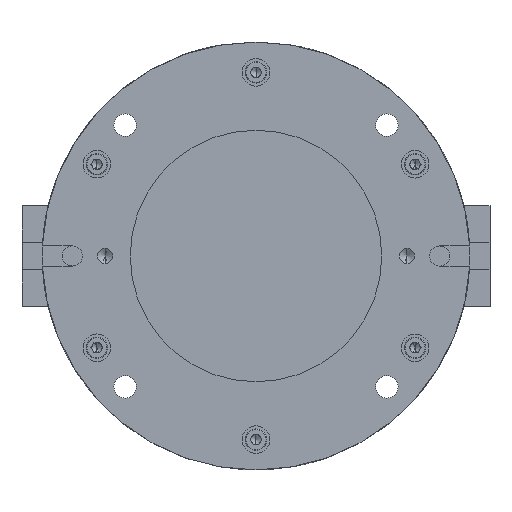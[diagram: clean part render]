
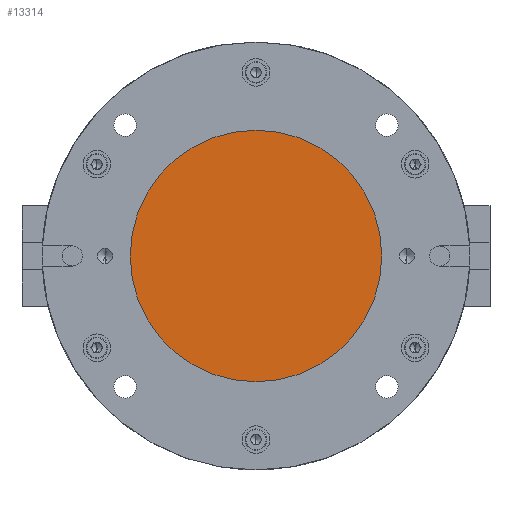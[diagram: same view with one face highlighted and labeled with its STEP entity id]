
A CAD part, front view. The second image highlights one B-rep face of the part: STEP entity #13314.
In plain terms, the highlighted planar face has unit normal (0, -1, 0).
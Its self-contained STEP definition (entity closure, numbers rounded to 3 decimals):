
#179 = EDGE_CURVE ( 'NONE', #2794, #2795, #9428, .T. ) ;
#275 = EDGE_CURVE ( 'NONE', #2795, #2794, #9533, .T. ) ;
#724 = AXIS2_PLACEMENT_3D ( 'NONE', #11912, #11914, #11915 ) ;
#773 = AXIS2_PLACEMENT_3D ( 'NONE', #17034, #17041, #17042 ) ;
#1301 = ORIENTED_EDGE ( 'NONE', *, *, #179, .T. ) ;
#1967 = FACE_OUTER_BOUND ( 'NONE', #5634, .T. ) ;
#2794 = VERTEX_POINT ( 'NONE', #15669 ) ;
#2795 = VERTEX_POINT ( 'NONE', #15670 ) ;
#5634 = EDGE_LOOP ( 'NONE', ( #8706, #1301 ) ) ;
#8706 = ORIENTED_EDGE ( 'NONE', *, *, #275, .T. ) ;
#9428 = CIRCLE ( 'NONE', #724, 50. ) ;
#9533 = CIRCLE ( 'NONE', #773, 50. ) ;
#11912 = CARTESIAN_POINT ( 'NONE',  ( 0., -45.5, 0. ) ) ;
#11914 = DIRECTION ( 'NONE',  ( 0., -1., 0. ) ) ;
#11915 = DIRECTION ( 'NONE',  ( 0., 0., -1. ) ) ;
#13314 = ADVANCED_FACE ( 'NONE', ( #1967 ), #18902, .T. ) ;
#15108 = AXIS2_PLACEMENT_3D ( 'NONE', #18901, #18904, #18905 ) ;
#15669 = CARTESIAN_POINT ( 'NONE',  ( 0., -45.5, 50. ) ) ;
#15670 = CARTESIAN_POINT ( 'NONE',  ( 0., -45.5, -50. ) ) ;
#17034 = CARTESIAN_POINT ( 'NONE',  ( 0., -45.5, 0. ) ) ;
#17041 = DIRECTION ( 'NONE',  ( 0., -1., 0. ) ) ;
#17042 = DIRECTION ( 'NONE',  ( 0., 0., -1. ) ) ;
#18901 = CARTESIAN_POINT ( 'NONE',  ( 0., -45.5, 0. ) ) ;
#18902 = PLANE ( 'NONE',  #15108 ) ;
#18904 = DIRECTION ( 'NONE',  ( 0., -1., 0. ) ) ;
#18905 = DIRECTION ( 'NONE',  ( 0., 0., -1. ) ) ;
